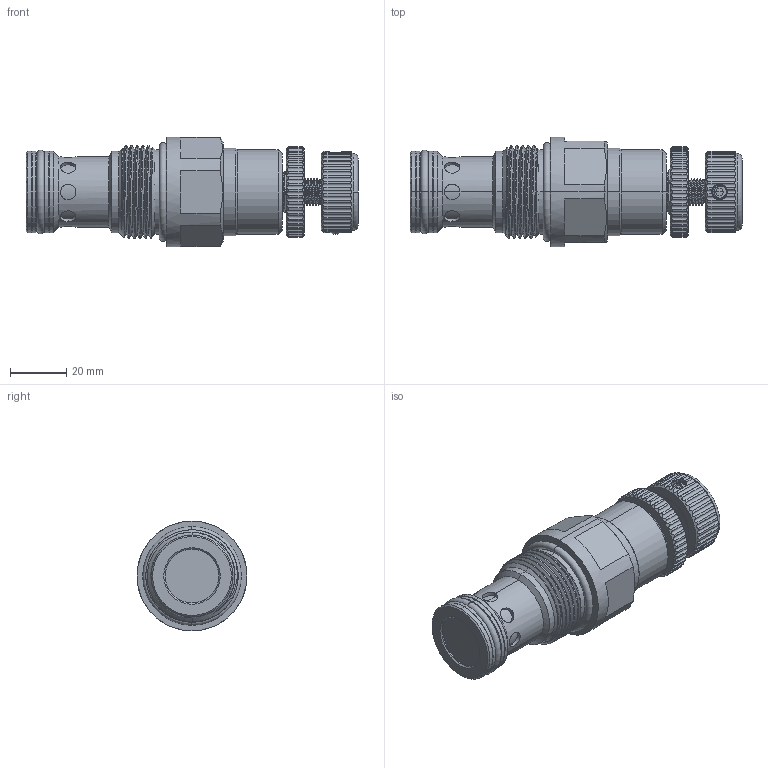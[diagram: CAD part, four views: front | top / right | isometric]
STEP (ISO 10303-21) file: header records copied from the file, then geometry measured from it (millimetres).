
FILE_DESCRIPTION (( 'STEP AP203' ), '1' );
FILE_NAME ('FR33MC2F-K.STEP', '2024-05-30T03:27:32', ( '' ), ( '' ), 'SwSTEP 2.0', 'SolidWorks 2018', '' );
FILE_SCHEMA (( 'CONFIG_CONTROL_DESIGN' ));
Length unit declared in the file: millimetre
Products named in the file (1): FR33MC2F-K
Bounding box: 117.9 x 39 x 39 mm (x, y, z)
Volume: 82082.5 mm3; surface area: 18252.5 mm2
Topology: 1 solids, 1 shells, 549 faces, 1472 edges, 948 vertices
Faces by surface type: cylinder 335, plane 136, cone 41, bspline 20, torus 15, sphere 2
Entity records: 29620 total; most frequent: CARTESIAN_POINT 16539, ORIENTED_EDGE 2920, DIRECTION 2465, EDGE_CURVE 1460, VERTEX_POINT 948, AXIS2_PLACEMENT_3D 916, LINE 633, VECTOR 633
